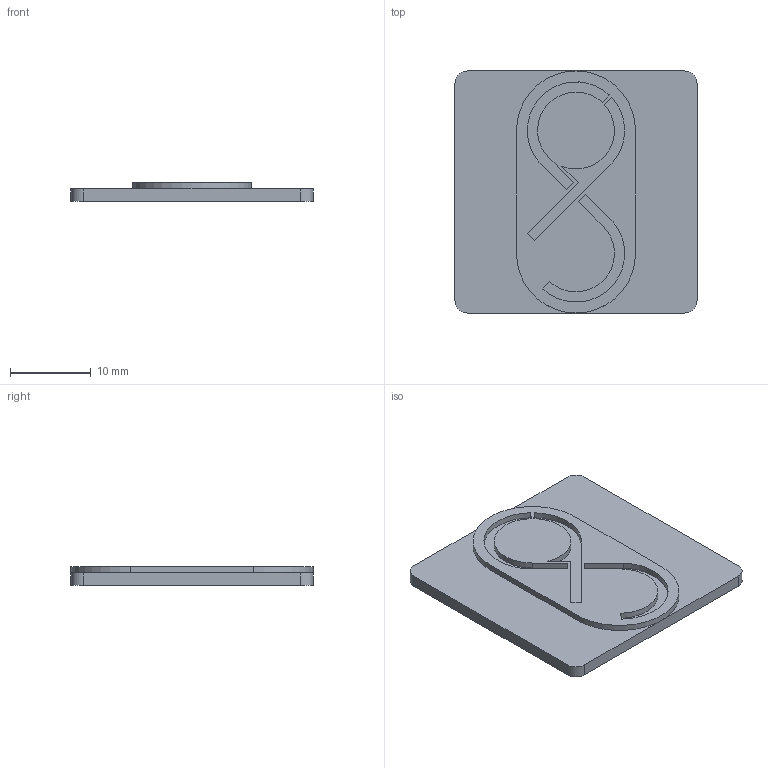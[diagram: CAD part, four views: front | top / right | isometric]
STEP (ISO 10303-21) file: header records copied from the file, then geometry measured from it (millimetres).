
FILE_DESCRIPTION(/* description */ (''),/* implementation_level */ '2;1');
FILE_NAME(/* name */ 'Face Plate S9 BASE_1.stp',/* time_stamp */ '2025-04-12T00:56:57-04:00',/* author */ ('Ryan'),/* organization */ (''),/* preprocessor_version */ 'ST-DEVELOPER v20',/* originating_system */ 'Autodesk Inventor 2024',/* authorisation */ '');
FILE_SCHEMA (('AUTOMOTIVE_DESIGN { 1 0 10303 214 3 1 1 }'));
Length unit declared in the file: inch
Products named in the file (1): Face Plate S9_1
Bounding box: 30 x 30 x 2.29 mm (x, y, z)
Volume: 1572.6 mm3; surface area: 2174.6 mm2
Topology: 1 solids, 1 shells, 50 faces, 121 edges, 80 vertices
Faces by surface type: plane 30, cylinder 16, cone 4
Full cylindrical faces by diameter (mm): 3.175 x4
Entity records: 1516 total; most frequent: DIRECTION 265, CARTESIAN_POINT 252, ORIENTED_EDGE 242, EDGE_CURVE 121, AXIS2_PLACEMENT_3D 93, VERTEX_POINT 80, LINE 79, VECTOR 79
